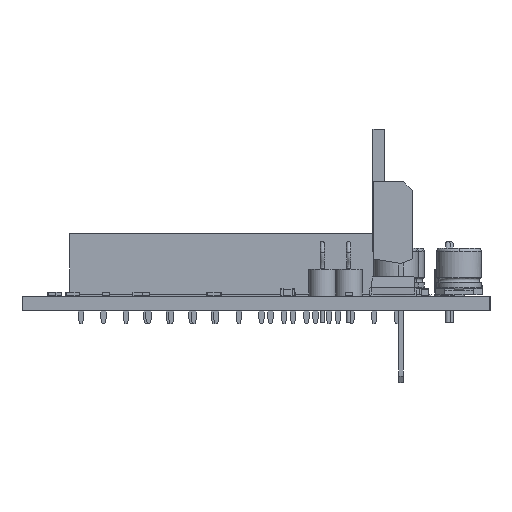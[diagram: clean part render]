
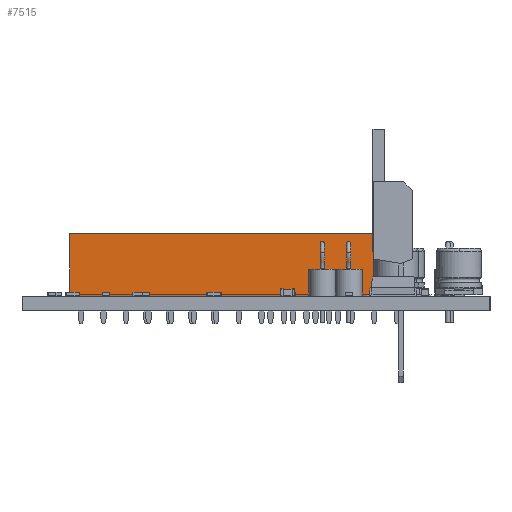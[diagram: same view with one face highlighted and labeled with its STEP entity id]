
A CAD part, left-side view. The second image highlights one B-rep face of the part: STEP entity #7515.
In plain terms, the highlighted planar face has unit normal (-1, 0, 0).
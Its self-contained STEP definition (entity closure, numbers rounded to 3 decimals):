
#2109 = PLANE('',#2110);
#2110 = AXIS2_PLACEMENT_3D('',#2111,#2112,#2113);
#2111 = CARTESIAN_POINT('',(-1.27,-36.83,0.));
#2112 = DIRECTION('',(0.,1.,0.));
#2113 = DIRECTION('',(1.,0.,0.));
#2137 = PLANE('',#2138);
#2138 = AXIS2_PLACEMENT_3D('',#2139,#2140,#2141);
#2139 = CARTESIAN_POINT('',(1.27,-36.83,7.));
#2140 = DIRECTION('',(-0.,0.,-1.));
#2141 = DIRECTION('',(0.,-1.,-0.));
#2165 = PLANE('',#2166);
#2166 = AXIS2_PLACEMENT_3D('',#2167,#2168,#2169);
#2167 = CARTESIAN_POINT('',(1.27,1.27,0.));
#2168 = DIRECTION('',(0.,-1.,0.));
#2169 = DIRECTION('',(-1.,0.,0.));
#2207 = VERTEX_POINT('',#2208);
#2208 = CARTESIAN_POINT('',(-1.27,-36.83,0.));
#2224 = PLANE('',#2225);
#2225 = AXIS2_PLACEMENT_3D('',#2226,#2227,#2228);
#2226 = CARTESIAN_POINT('',(1.27,-36.83,0.));
#2227 = DIRECTION('',(-0.,0.,-1.));
#2228 = DIRECTION('',(0.,-1.,-0.));
#2236 = EDGE_CURVE('',#2207,#2237,#2239,.T.);
#2237 = VERTEX_POINT('',#2238);
#2238 = CARTESIAN_POINT('',(-1.27,-36.83,7.));
#2239 = SURFACE_CURVE('',#2240,(#2244,#2251),.PCURVE_S1.);
#2240 = LINE('',#2241,#2242);
#2241 = CARTESIAN_POINT('',(-1.27,-36.83,0.));
#2242 = VECTOR('',#2243,1.);
#2243 = DIRECTION('',(0.,0.,1.));
#2244 = PCURVE('',#2109,#2245);
#2245 = DEFINITIONAL_REPRESENTATION('',(#2246),#2250);
#2246 = LINE('',#2247,#2248);
#2247 = CARTESIAN_POINT('',(0.,0.));
#2248 = VECTOR('',#2249,1.);
#2249 = DIRECTION('',(0.,-1.));
#2250 = ( GEOMETRIC_REPRESENTATION_CONTEXT(2) 
PARAMETRIC_REPRESENTATION_CONTEXT() REPRESENTATION_CONTEXT('2D SPACE',''
  ) );
#2251 = PCURVE('',#2252,#2257);
#2252 = PLANE('',#2253);
#2253 = AXIS2_PLACEMENT_3D('',#2254,#2255,#2256);
#2254 = CARTESIAN_POINT('',(-1.27,1.27,0.));
#2255 = DIRECTION('',(1.,0.,0.));
#2256 = DIRECTION('',(0.,-1.,0.));
#2257 = DEFINITIONAL_REPRESENTATION('',(#2258),#2262);
#2258 = LINE('',#2259,#2260);
#2259 = CARTESIAN_POINT('',(38.1,0.));
#2260 = VECTOR('',#2261,1.);
#2261 = DIRECTION('',(0.,-1.));
#2262 = ( GEOMETRIC_REPRESENTATION_CONTEXT(2) 
PARAMETRIC_REPRESENTATION_CONTEXT() REPRESENTATION_CONTEXT('2D SPACE',''
  ) );
#2419 = VERTEX_POINT('',#2420);
#2420 = CARTESIAN_POINT('',(-1.27,1.27,7.));
#2441 = EDGE_CURVE('',#2442,#2419,#2444,.T.);
#2442 = VERTEX_POINT('',#2443);
#2443 = CARTESIAN_POINT('',(-1.27,1.27,0.));
#2444 = SURFACE_CURVE('',#2445,(#2449,#2456),.PCURVE_S1.);
#2445 = LINE('',#2446,#2447);
#2446 = CARTESIAN_POINT('',(-1.27,1.27,0.));
#2447 = VECTOR('',#2448,1.);
#2448 = DIRECTION('',(0.,0.,1.));
#2449 = PCURVE('',#2165,#2450);
#2450 = DEFINITIONAL_REPRESENTATION('',(#2451),#2455);
#2451 = LINE('',#2452,#2453);
#2452 = CARTESIAN_POINT('',(2.54,0.));
#2453 = VECTOR('',#2454,1.);
#2454 = DIRECTION('',(0.,-1.));
#2455 = ( GEOMETRIC_REPRESENTATION_CONTEXT(2) 
PARAMETRIC_REPRESENTATION_CONTEXT() REPRESENTATION_CONTEXT('2D SPACE',''
  ) );
#2456 = PCURVE('',#2252,#2457);
#2457 = DEFINITIONAL_REPRESENTATION('',(#2458),#2462);
#2458 = LINE('',#2459,#2460);
#2459 = CARTESIAN_POINT('',(0.,0.));
#2460 = VECTOR('',#2461,1.);
#2461 = DIRECTION('',(0.,-1.));
#2462 = ( GEOMETRIC_REPRESENTATION_CONTEXT(2) 
PARAMETRIC_REPRESENTATION_CONTEXT() REPRESENTATION_CONTEXT('2D SPACE',''
  ) );
#2586 = EDGE_CURVE('',#2419,#2237,#2587,.T.);
#2587 = SURFACE_CURVE('',#2588,(#2592,#2599),.PCURVE_S1.);
#2588 = LINE('',#2589,#2590);
#2589 = CARTESIAN_POINT('',(-1.27,1.27,7.));
#2590 = VECTOR('',#2591,1.);
#2591 = DIRECTION('',(0.,-1.,0.));
#2592 = PCURVE('',#2137,#2593);
#2593 = DEFINITIONAL_REPRESENTATION('',(#2594),#2598);
#2594 = LINE('',#2595,#2596);
#2595 = CARTESIAN_POINT('',(-38.1,2.54));
#2596 = VECTOR('',#2597,1.);
#2597 = DIRECTION('',(1.,0.));
#2598 = ( GEOMETRIC_REPRESENTATION_CONTEXT(2) 
PARAMETRIC_REPRESENTATION_CONTEXT() REPRESENTATION_CONTEXT('2D SPACE',''
  ) );
#2599 = PCURVE('',#2252,#2600);
#2600 = DEFINITIONAL_REPRESENTATION('',(#2601),#2605);
#2601 = LINE('',#2602,#2603);
#2602 = CARTESIAN_POINT('',(0.,-7.));
#2603 = VECTOR('',#2604,1.);
#2604 = DIRECTION('',(1.,0.));
#2605 = ( GEOMETRIC_REPRESENTATION_CONTEXT(2) 
PARAMETRIC_REPRESENTATION_CONTEXT() REPRESENTATION_CONTEXT('2D SPACE',''
  ) );
#4343 = EDGE_CURVE('',#2442,#2207,#4344,.T.);
#4344 = SURFACE_CURVE('',#4345,(#4349,#4356),.PCURVE_S1.);
#4345 = LINE('',#4346,#4347);
#4346 = CARTESIAN_POINT('',(-1.27,1.27,0.));
#4347 = VECTOR('',#4348,1.);
#4348 = DIRECTION('',(0.,-1.,0.));
#4349 = PCURVE('',#2224,#4350);
#4350 = DEFINITIONAL_REPRESENTATION('',(#4351),#4355);
#4351 = LINE('',#4352,#4353);
#4352 = CARTESIAN_POINT('',(-38.1,2.54));
#4353 = VECTOR('',#4354,1.);
#4354 = DIRECTION('',(1.,0.));
#4355 = ( GEOMETRIC_REPRESENTATION_CONTEXT(2) 
PARAMETRIC_REPRESENTATION_CONTEXT() REPRESENTATION_CONTEXT('2D SPACE',''
  ) );
#4356 = PCURVE('',#2252,#4357);
#4357 = DEFINITIONAL_REPRESENTATION('',(#4358),#4362);
#4358 = LINE('',#4359,#4360);
#4359 = CARTESIAN_POINT('',(0.,0.));
#4360 = VECTOR('',#4361,1.);
#4361 = DIRECTION('',(1.,0.));
#4362 = ( GEOMETRIC_REPRESENTATION_CONTEXT(2) 
PARAMETRIC_REPRESENTATION_CONTEXT() REPRESENTATION_CONTEXT('2D SPACE',''
  ) );
#7515 = ADVANCED_FACE('',(#7516),#2252,.F.);
#7516 = FACE_BOUND('',#7517,.F.);
#7517 = EDGE_LOOP('',(#7518,#7519,#7520,#7521));
#7518 = ORIENTED_EDGE('',*,*,#2441,.T.);
#7519 = ORIENTED_EDGE('',*,*,#2586,.T.);
#7520 = ORIENTED_EDGE('',*,*,#2236,.F.);
#7521 = ORIENTED_EDGE('',*,*,#4343,.F.);
